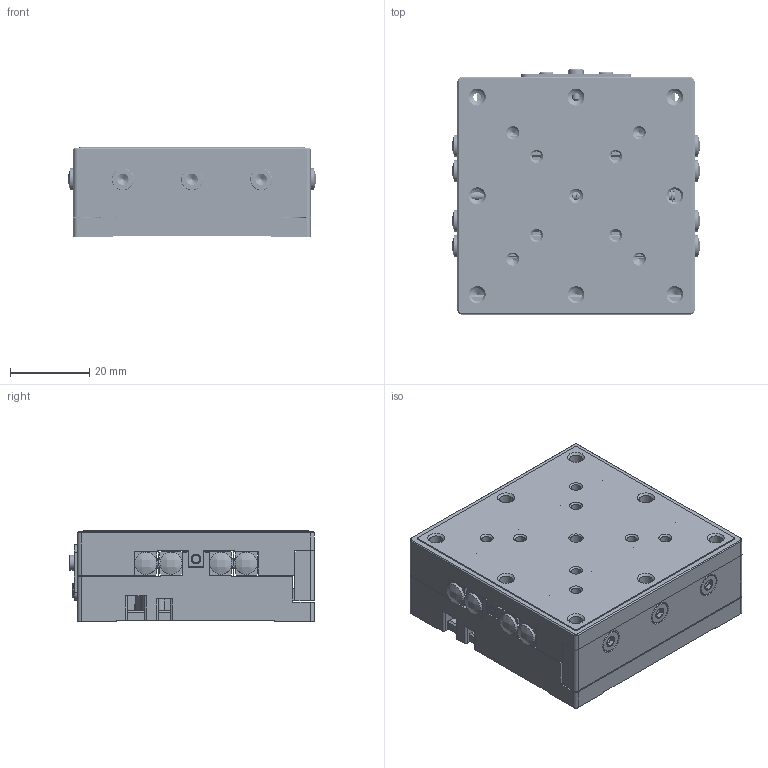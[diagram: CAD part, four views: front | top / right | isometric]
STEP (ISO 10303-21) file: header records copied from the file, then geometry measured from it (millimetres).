
FILE_DESCRIPTION (( 'STEP AP203' ), '1' );
FILE_NAME ('526650.STEP', '2022-11-25T01:43:06', ( '' ), ( '' ), 'SwSTEP 2.0', 'SolidWorks 2020', '' );
FILE_SCHEMA (( 'CONFIG_CONTROL_DESIGN' ));
Length unit declared in the file: millimetre
Products named in the file (1): 526650
Bounding box: 62.68 x 62 x 23 mm (x, y, z)
Surface area: 54901.1 mm2 (no closed solid volume)
Topology: 0 solids, 58 shells, 2673 faces, 6781 edges, 4344 vertices
Faces by surface type: plane 1734, cylinder 471, cone 314, bspline 154
Full cylindrical faces by diameter (mm): 0.505 x1, 1.5 x8, 1.6 x17, 1.98 x2, 2 x36, 2.2 x9, 2.5 x25, 2.55 x19, 2.82 x3, 3 x13, 3.2 x12, 3.3 x8, 3.5 x5, 3.6 x2, 3.8 x11, 4 x3, 4.2 x5, 4.3 x4, 4.4 x16, 4.8 x5, 5.5 x11, 5.6 x8, 6 x7, 6.5 x1, 7.5 x1, 8 x4, 8.949 x1
Entity records: 96946 total; most frequent: CARTESIAN_POINT 36586, ORIENTED_EDGE 12281, DIRECTION 11540, EDGE_CURVE 6142, VERTEX_POINT 4149, LINE 4056, VECTOR 4056, AXIS2_PLACEMENT_3D 3742
